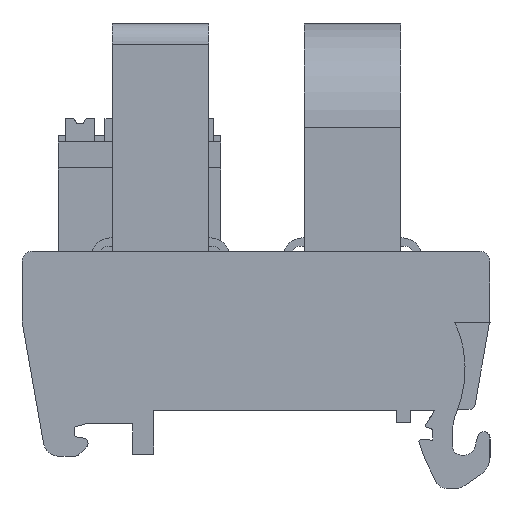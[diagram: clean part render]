
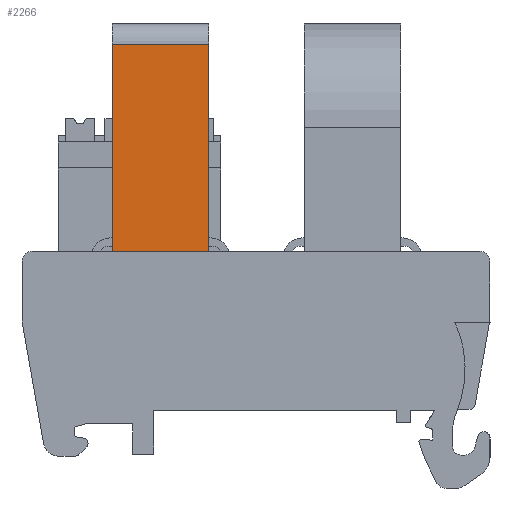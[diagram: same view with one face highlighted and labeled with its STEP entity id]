
A CAD part, left-side view. The second image highlights one B-rep face of the part: STEP entity #2266.
In plain terms, the highlighted planar face has unit normal (-1, 0, 0).
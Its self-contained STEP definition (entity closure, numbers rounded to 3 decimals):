
#2239=AXIS2_PLACEMENT_3D('Plane Axis2P3D',#2236,#2237,#2238) ;
#341=CARTESIAN_POINT('Line Origine',(4.365,31.683,21.6)) ;
#345=CARTESIAN_POINT('Vertex',(4.365,36.333,21.6)) ;
#347=CARTESIAN_POINT('Vertex',(4.365,27.033,21.6)) ;
#2236=CARTESIAN_POINT('Axis2P3D Location',(4.365,36.333,22.6)) ;
#2241=CARTESIAN_POINT('Line Origine',(4.365,27.033,32.15)) ;
#2245=CARTESIAN_POINT('Vertex',(4.365,27.033,42.7)) ;
#2248=CARTESIAN_POINT('Line Origine',(4.365,31.683,42.7)) ;
#2252=CARTESIAN_POINT('Vertex',(4.365,36.333,42.7)) ;
#2255=CARTESIAN_POINT('Line Origine',(4.365,36.333,32.15)) ;
#342=DIRECTION('Vector Direction',(0.,-1.,0.)) ;
#2237=DIRECTION('Axis2P3D Direction',(-1.,0.,0.)) ;
#2238=DIRECTION('Axis2P3D XDirection',(0.,0.,1.)) ;
#2242=DIRECTION('Vector Direction',(0.,0.,1.)) ;
#2249=DIRECTION('Vector Direction',(0.,-1.,0.)) ;
#2256=DIRECTION('Vector Direction',(0.,0.,-1.)) ;
#343=VECTOR('Line Direction',#342,1.) ;
#2243=VECTOR('Line Direction',#2242,1.) ;
#2250=VECTOR('Line Direction',#2249,1.) ;
#2257=VECTOR('Line Direction',#2256,1.) ;
#2261=ORIENTED_EDGE('',*,*,#2247,.T.) ;
#2262=ORIENTED_EDGE('',*,*,#2254,.T.) ;
#2263=ORIENTED_EDGE('',*,*,#2259,.F.) ;
#2264=ORIENTED_EDGE('',*,*,#349,.T.) ;
#2266=ADVANCED_FACE('PV-MODUL',(#2265),#2240,.T.) ;
#349=EDGE_CURVE('',#346,#348,#344,.T.) ;
#2247=EDGE_CURVE('',#348,#2246,#2244,.T.) ;
#2254=EDGE_CURVE('',#2246,#2253,#2251,.F.) ;
#2259=EDGE_CURVE('',#346,#2253,#2258,.F.) ;
#2260=EDGE_LOOP('',(#2261,#2262,#2263,#2264)) ;
#2265=FACE_OUTER_BOUND('',#2260,.T.) ;
#344=LINE('Line',#341,#343) ;
#2244=LINE('Line',#2241,#2243) ;
#2251=LINE('Line',#2248,#2250) ;
#2258=LINE('Line',#2255,#2257) ;
#2240=PLANE('',#2239) ;
#346=VERTEX_POINT('',#345) ;
#348=VERTEX_POINT('',#347) ;
#2246=VERTEX_POINT('',#2245) ;
#2253=VERTEX_POINT('',#2252) ;
